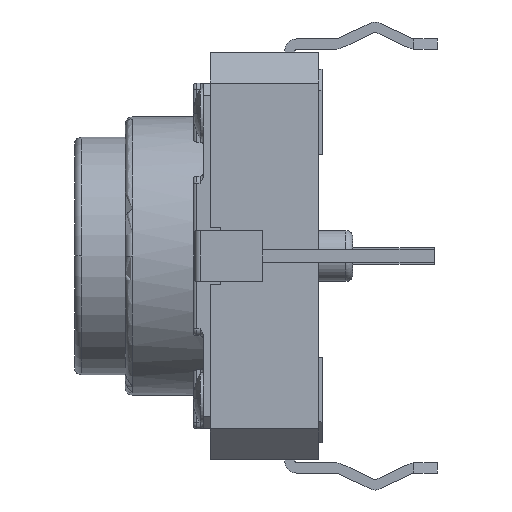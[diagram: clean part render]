
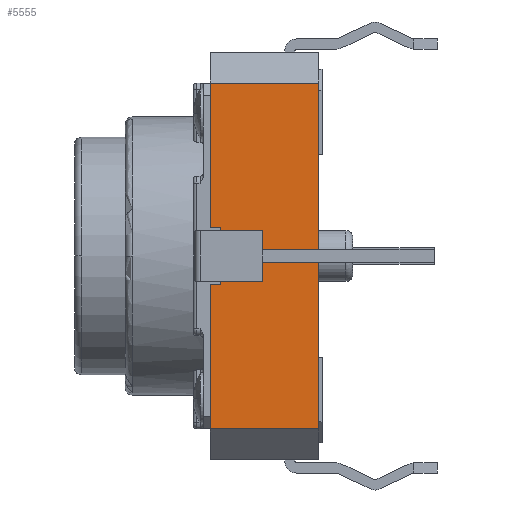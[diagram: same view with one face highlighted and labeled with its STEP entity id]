
A CAD part, left-side view. The second image highlights one B-rep face of the part: STEP entity #5555.
In plain terms, the highlighted planar face has unit normal (-1, 0, 0).
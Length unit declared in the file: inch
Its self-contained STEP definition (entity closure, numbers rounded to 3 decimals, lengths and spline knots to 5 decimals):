
#111 = VECTOR ( 'NONE', #4193, 39.37008 ) ;
#222 = DIRECTION ( 'NONE',  ( 0., 0., 1. ) ) ;
#250 = CARTESIAN_POINT ( 'NONE',  ( -0.23622, 0.12992, 0.23622 ) ) ;
#272 = ORIENTED_EDGE ( 'NONE', *, *, #7060, .F. ) ;
#313 = LINE ( 'NONE', #5097, #7357 ) ;
#552 = LINE ( 'NONE', #8699, #5875 ) ;
#592 = CARTESIAN_POINT ( 'NONE',  ( -0.23622, 0.12992, 0.03346 ) ) ;
#608 = VERTEX_POINT ( 'NONE', #9828 ) ;
#800 = VERTEX_POINT ( 'NONE', #8988 ) ;
#827 = LINE ( 'NONE', #5261, #6807 ) ;
#973 = CARTESIAN_POINT ( 'NONE',  ( -0.23622, 0.12992, -0.03346 ) ) ;
#1265 = EDGE_CURVE ( 'NONE', #3232, #10666, #313, .T. ) ;
#1408 = VERTEX_POINT ( 'NONE', #3467 ) ;
#1491 = LINE ( 'NONE', #592, #5162 ) ;
#1576 = EDGE_CURVE ( 'NONE', #2780, #800, #5083, .T. ) ;
#2435 = CARTESIAN_POINT ( 'NONE',  ( -0.23622, 0.12992, -0.20079 ) ) ;
#2573 = DIRECTION ( 'NONE',  ( 1., 0., 0. ) ) ;
#2574 = CARTESIAN_POINT ( 'NONE',  ( -0.23622, 0.00394, 0.20079 ) ) ;
#2780 = VERTEX_POINT ( 'NONE', #973 ) ;
#2932 = LINE ( 'NONE', #250, #111 ) ;
#3013 = AXIS2_PLACEMENT_3D ( 'NONE', #6298, #2573, #8282 ) ;
#3232 = VERTEX_POINT ( 'NONE', #11510 ) ;
#3467 = CARTESIAN_POINT ( 'NONE',  ( -0.23622, 0.12992, 0.20079 ) ) ;
#4017 = ORIENTED_EDGE ( 'NONE', *, *, #7882, .F. ) ;
#4069 = DIRECTION ( 'NONE',  ( 0., -1., 0. ) ) ;
#4193 = DIRECTION ( 'NONE',  ( 0., 0., 1. ) ) ;
#4482 = DIRECTION ( 'NONE',  ( 0., 0., 1. ) ) ;
#5007 = CARTESIAN_POINT ( 'NONE',  ( -0.23622, 0.11811, 0. ) ) ;
#5083 = LINE ( 'NONE', #5861, #9287 ) ;
#5097 = CARTESIAN_POINT ( 'NONE',  ( -0.23622, 0.12992, -0.20079 ) ) ;
#5162 = VECTOR ( 'NONE', #9600, 39.37008 ) ;
#5228 = ORIENTED_EDGE ( 'NONE', *, *, #11621, .F. ) ;
#5261 = CARTESIAN_POINT ( 'NONE',  ( -0.23622, 0.12992, 0.23622 ) ) ;
#5374 = EDGE_CURVE ( 'NONE', #8878, #3232, #552, .T. ) ;
#5555 = ADVANCED_FACE ( 'NONE', ( #6416 ), #8095, .F. ) ;
#5861 = CARTESIAN_POINT ( 'NONE',  ( -0.23622, 0.12992, -0.03346 ) ) ;
#5875 = VECTOR ( 'NONE', #7861, 39.37008 ) ;
#6298 = CARTESIAN_POINT ( 'NONE',  ( -0.23622, 0.12992, 0.23622 ) ) ;
#6416 = FACE_OUTER_BOUND ( 'NONE', #11210, .T. ) ;
#6578 = DIRECTION ( 'NONE',  ( 0., -1., 0. ) ) ;
#6807 = VECTOR ( 'NONE', #4482, 39.37008 ) ;
#6896 = DIRECTION ( 'NONE',  ( 0., 1., 0. ) ) ;
#7060 = EDGE_CURVE ( 'NONE', #800, #608, #7525, .T. ) ;
#7357 = VECTOR ( 'NONE', #6896, 39.37008 ) ;
#7362 = VERTEX_POINT ( 'NONE', #11845 ) ;
#7525 = LINE ( 'NONE', #5007, #8975 ) ;
#7861 = DIRECTION ( 'NONE',  ( 0., 0., -1. ) ) ;
#7882 = EDGE_CURVE ( 'NONE', #608, #7362, #1491, .T. ) ;
#8095 = PLANE ( 'NONE',  #3013 ) ;
#8264 = LINE ( 'NONE', #11870, #10897 ) ;
#8282 = DIRECTION ( 'NONE',  ( 0., 1., 0. ) ) ;
#8316 = ORIENTED_EDGE ( 'NONE', *, *, #9025, .F. ) ;
#8699 = CARTESIAN_POINT ( 'NONE',  ( -0.23622, 0.00394, 0. ) ) ;
#8724 = ORIENTED_EDGE ( 'NONE', *, *, #5374, .F. ) ;
#8878 = VERTEX_POINT ( 'NONE', #2574 ) ;
#8975 = VECTOR ( 'NONE', #222, 39.37008 ) ;
#8988 = CARTESIAN_POINT ( 'NONE',  ( -0.23622, 0.11811, -0.03346 ) ) ;
#9025 = EDGE_CURVE ( 'NONE', #10666, #2780, #2932, .T. ) ;
#9198 = EDGE_CURVE ( 'NONE', #7362, #1408, #827, .T. ) ;
#9287 = VECTOR ( 'NONE', #4069, 39.37008 ) ;
#9600 = DIRECTION ( 'NONE',  ( 0., 1., 0. ) ) ;
#9828 = CARTESIAN_POINT ( 'NONE',  ( -0.23622, 0.11811, 0.03346 ) ) ;
#10283 = ORIENTED_EDGE ( 'NONE', *, *, #1265, .F. ) ;
#10666 = VERTEX_POINT ( 'NONE', #2435 ) ;
#10811 = ORIENTED_EDGE ( 'NONE', *, *, #9198, .F. ) ;
#10897 = VECTOR ( 'NONE', #6578, 39.37008 ) ;
#10919 = ORIENTED_EDGE ( 'NONE', *, *, #1576, .F. ) ;
#11210 = EDGE_LOOP ( 'NONE', ( #5228, #10811, #4017, #272, #10919, #8316, #10283, #8724 ) ) ;
#11510 = CARTESIAN_POINT ( 'NONE',  ( -0.23622, 0.00394, -0.20079 ) ) ;
#11621 = EDGE_CURVE ( 'NONE', #1408, #8878, #8264, .T. ) ;
#11845 = CARTESIAN_POINT ( 'NONE',  ( -0.23622, 0.12992, 0.03346 ) ) ;
#11870 = CARTESIAN_POINT ( 'NONE',  ( -0.23622, 0.12992, 0.20079 ) ) ;
